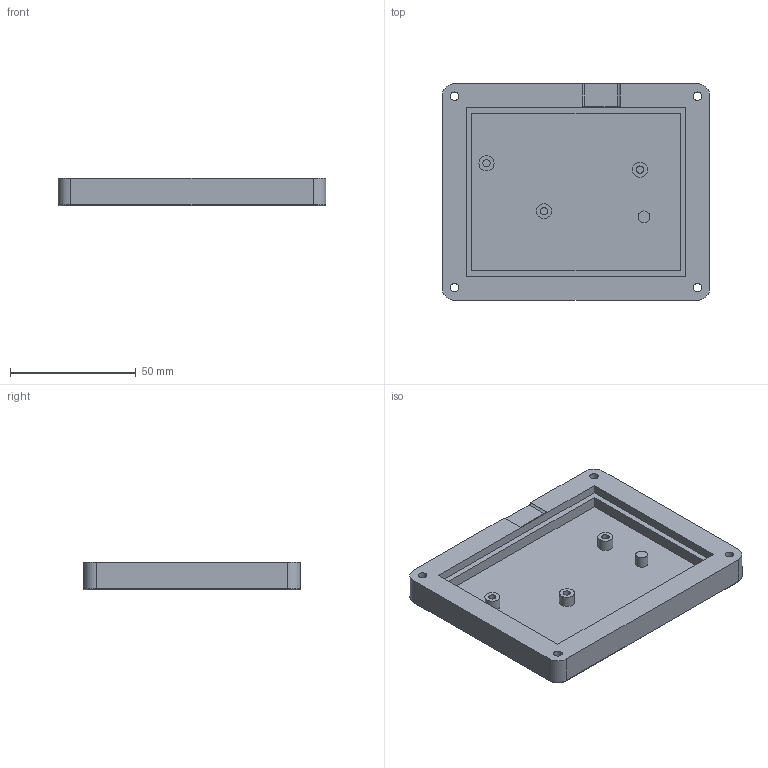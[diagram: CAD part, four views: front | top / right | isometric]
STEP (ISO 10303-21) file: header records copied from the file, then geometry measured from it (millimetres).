
FILE_DESCRIPTION(/* description */ (''),/* implementation_level */ '2;1');
FILE_NAME(/* name */ 'Bottom.step',/* time_stamp */ '2026-02-10T14:40:16+01:00',/* author */ (''),/* organization */ (''),/* preprocessor_version */ 'ST-DEVELOPER v20.1',/* originating_system */ 'Autodesk Translation Framework v14.24.0.0',/* authorisation */ '');
FILE_SCHEMA (('AUTOMOTIVE_DESIGN { 1 0 10303 214 3 1 1 }'));
Length unit declared in the file: millimetre
Products named in the file (1): Mini macropad case
Bounding box: 106.36 x 86.04 x 11 mm (x, y, z)
Volume: 56295.5 mm3; surface area: 25653.2 mm2
Topology: 1 solids, 1 shells, 58 faces, 121 edges, 78 vertices
Faces by surface type: plane 29, cylinder 25, torus 4
Full cylindrical faces by diameter (mm): 2.9 x3, 3.4 x4, 4.717 x1, 6 x7
Entity records: 1604 total; most frequent: DIRECTION 293, CARTESIAN_POINT 258, ORIENTED_EDGE 242, EDGE_CURVE 121, AXIS2_PLACEMENT_3D 113, EDGE_LOOP 79, VERTEX_POINT 78, LINE 67
